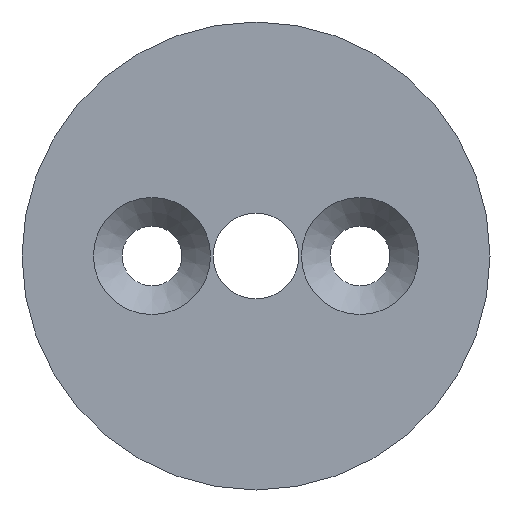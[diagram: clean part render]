
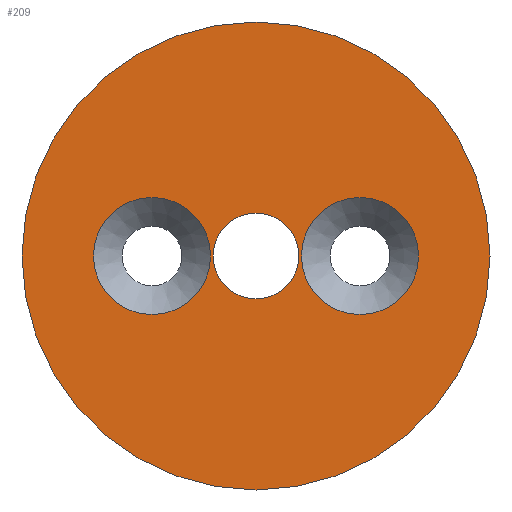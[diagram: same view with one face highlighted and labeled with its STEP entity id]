
A CAD part, front view. The second image highlights one B-rep face of the part: STEP entity #209.
In plain terms, the highlighted planar face has unit normal (0, -1, 0).
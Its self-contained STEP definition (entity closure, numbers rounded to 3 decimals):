
#15=FACE_BOUND('',#48,.T.);
#16=FACE_BOUND('',#49,.T.);
#17=FACE_BOUND('',#50,.T.);
#21=PLANE('',#255);
#35=FACE_OUTER_BOUND('',#47,.T.);
#47=EDGE_LOOP('',(#174));
#48=EDGE_LOOP('',(#175));
#49=EDGE_LOOP('',(#176));
#50=EDGE_LOOP('',(#177));
#76=CIRCLE('',#235,1.65);
#79=CIRCLE('',#239,9.);
#88=CIRCLE('',#253,2.25);
#90=CIRCLE('',#256,2.25);
#95=VERTEX_POINT('',#340);
#98=VERTEX_POINT('',#348);
#107=VERTEX_POINT('',#375);
#108=VERTEX_POINT('',#380);
#113=EDGE_CURVE('',#95,#95,#76,.T.);
#118=EDGE_CURVE('',#98,#98,#79,.T.);
#131=EDGE_CURVE('',#107,#107,#88,.T.);
#133=EDGE_CURVE('',#108,#108,#90,.T.);
#174=ORIENTED_EDGE('',*,*,#118,.F.);
#175=ORIENTED_EDGE('',*,*,#113,.T.);
#176=ORIENTED_EDGE('',*,*,#131,.T.);
#177=ORIENTED_EDGE('',*,*,#133,.T.);
#209=ADVANCED_FACE('',(#35,#15,#16,#17),#21,.T.);
#235=AXIS2_PLACEMENT_3D('',#341,#269,#270);
#239=AXIS2_PLACEMENT_3D('',#350,#279,#280);
#253=AXIS2_PLACEMENT_3D('',#377,#311,#312);
#255=AXIS2_PLACEMENT_3D('',#379,#315,#316);
#256=AXIS2_PLACEMENT_3D('',#381,#317,#318);
#269=DIRECTION('center_axis',(0.,1.,0.));
#270=DIRECTION('ref_axis',(1.,0.,0.));
#279=DIRECTION('center_axis',(0.,1.,0.));
#280=DIRECTION('ref_axis',(1.,0.,0.));
#311=DIRECTION('center_axis',(0.,1.,0.));
#312=DIRECTION('ref_axis',(0.875,0.,-0.484));
#315=DIRECTION('center_axis',(0.,-1.,0.));
#316=DIRECTION('ref_axis',(-1.,0.,0.));
#317=DIRECTION('center_axis',(0.,1.,0.));
#318=DIRECTION('ref_axis',(-0.875,0.,0.484));
#340=CARTESIAN_POINT('',(39.85,-1.5,0.));
#341=CARTESIAN_POINT('Origin',(41.5,-1.5,0.));
#348=CARTESIAN_POINT('',(50.5,-1.5,0.));
#350=CARTESIAN_POINT('Origin',(41.5,-1.5,0.));
#375=CARTESIAN_POINT('',(37.5,-1.5,2.25));
#377=CARTESIAN_POINT('Origin',(37.5,-1.5,0.));
#379=CARTESIAN_POINT('Origin',(41.5,-1.5,0.));
#380=CARTESIAN_POINT('',(45.5,-1.5,2.25));
#381=CARTESIAN_POINT('Origin',(45.5,-1.5,0.));
